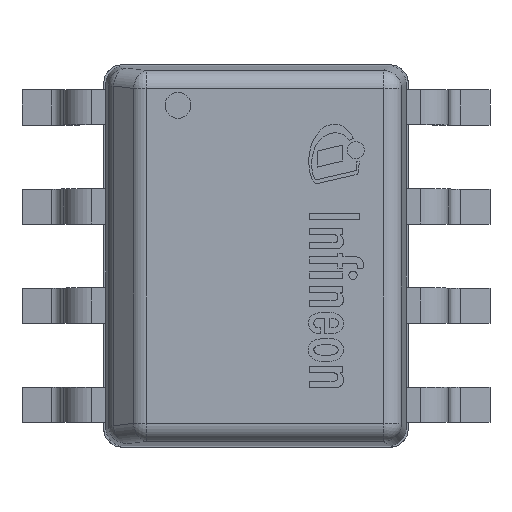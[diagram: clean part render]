
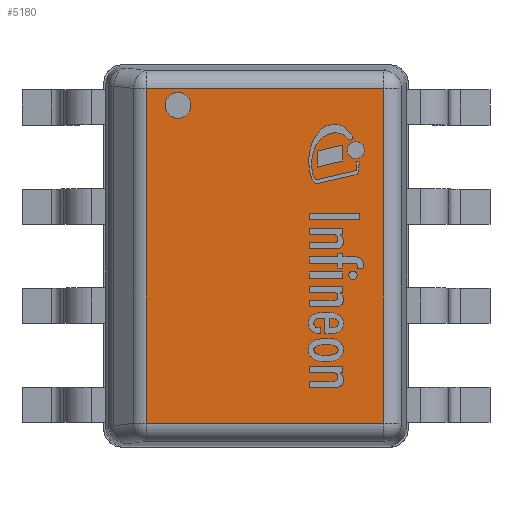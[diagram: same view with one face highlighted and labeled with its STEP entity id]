
A CAD part, top view. The second image highlights one B-rep face of the part: STEP entity #5180.
In plain terms, the highlighted planar face has unit normal (0, 0, 1).
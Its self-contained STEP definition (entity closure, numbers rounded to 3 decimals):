
#75=FACE_BOUND('',#1965,.T.);
#139=PLANE('',#5546);
#379=LINE('',#7426,#979);
#387=LINE('',#7457,#987);
#388=LINE('',#7461,#988);
#389=LINE('',#7462,#989);
#979=VECTOR('',#6010,1.);
#987=VECTOR('',#6046,1.);
#988=VECTOR('',#6051,1.);
#989=VECTOR('',#6052,1.);
#1651=FACE_OUTER_BOUND('',#1964,.T.);
#1964=EDGE_LOOP('',(#3732,#3733,#3734,#3735));
#1965=EDGE_LOOP('',(#3736));
#2281=CIRCLE('',#5547,0.165);
#2395=VERTEX_POINT('',#7420);
#2397=VERTEX_POINT('',#7424);
#2406=VERTEX_POINT('',#7456);
#2407=VERTEX_POINT('',#7460);
#2408=VERTEX_POINT('',#7463);
#2912=EDGE_CURVE('',#2397,#2395,#379,.T.);
#2927=EDGE_CURVE('',#2395,#2406,#387,.T.);
#2929=EDGE_CURVE('',#2407,#2397,#388,.T.);
#2930=EDGE_CURVE('',#2406,#2407,#389,.T.);
#2931=EDGE_CURVE('',#2408,#2408,#2281,.T.);
#3732=ORIENTED_EDGE('',*,*,#2912,.F.);
#3733=ORIENTED_EDGE('',*,*,#2929,.F.);
#3734=ORIENTED_EDGE('',*,*,#2930,.F.);
#3735=ORIENTED_EDGE('',*,*,#2927,.F.);
#3736=ORIENTED_EDGE('',*,*,#2931,.F.);
#5180=ADVANCED_FACE('',(#1651,#75),#139,.T.);
#5546=AXIS2_PLACEMENT_3D('',#7459,#6049,#6050);
#5547=AXIS2_PLACEMENT_3D('',#7464,#6053,#6054);
#6010=DIRECTION('',(1.,0.,0.));
#6046=DIRECTION('',(0.,-1.,0.));
#6049=DIRECTION('center_axis',(0.,0.,1.));
#6050=DIRECTION('ref_axis',(0.,-1.,0.));
#6051=DIRECTION('',(0.,1.,0.));
#6052=DIRECTION('',(-1.,0.,0.));
#6053=DIRECTION('center_axis',(0.,0.,1.));
#6054=DIRECTION('ref_axis',(0.,-1.,0.));
#7420=CARTESIAN_POINT('',(1.637,2.147,1.75));
#7424=CARTESIAN_POINT('',(-1.406,2.147,1.75));
#7426=CARTESIAN_POINT('',(0.975,2.147,1.75));
#7456=CARTESIAN_POINT('',(1.637,-2.147,1.75));
#7457=CARTESIAN_POINT('',(1.637,1.225,1.75));
#7459=CARTESIAN_POINT('Origin',(0.,0.,1.75));
#7460=CARTESIAN_POINT('',(-1.406,-2.147,1.75));
#7461=CARTESIAN_POINT('',(-1.406,1.225,1.75));
#7462=CARTESIAN_POINT('',(0.975,-2.147,1.75));
#7463=CARTESIAN_POINT('',(-1.,1.765,1.75));
#7464=CARTESIAN_POINT('Origin',(-1.,1.93,1.75));
